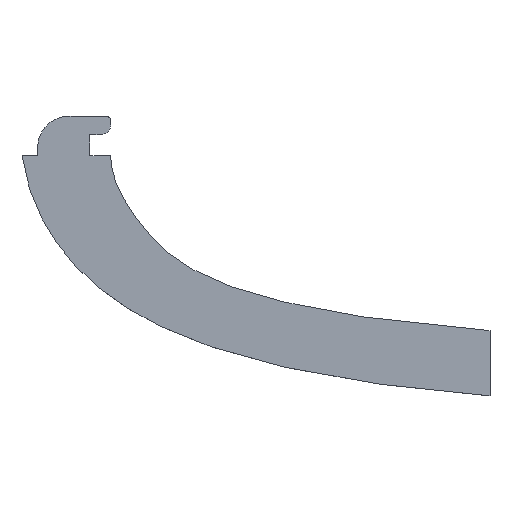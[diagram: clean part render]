
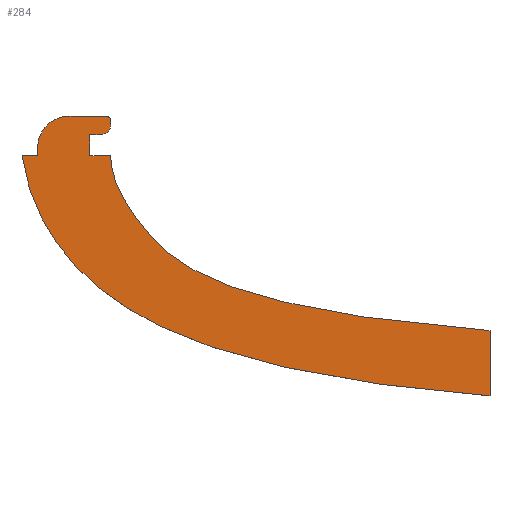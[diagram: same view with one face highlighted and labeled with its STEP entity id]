
A CAD part, top view. The second image highlights one B-rep face of the part: STEP entity #284.
In plain terms, the highlighted planar face has unit normal (0, 0, 1).
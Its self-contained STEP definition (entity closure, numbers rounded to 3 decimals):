
#16=(
BOUNDED_CURVE()
B_SPLINE_CURVE(5,(#496,#497,#498,#499,#500,#501,#502,#503,#504,#505,#506,
#507,#508,#509,#510,#511,#512,#513,#514,#515),.UNSPECIFIED.,.F.,.F.)
B_SPLINE_CURVE_WITH_KNOTS((6,1,1,1,1,1,1,1,1,1,1,1,1,1,1,6),(-1.,-0.933,
-0.867,-0.8,-0.733,-0.667,-0.6,-0.533,
-0.467,-0.4,-0.333,-0.267,-0.2,-0.133,
-0.067,0.),.UNSPECIFIED.)
CURVE()
GEOMETRIC_REPRESENTATION_ITEM()
RATIONAL_B_SPLINE_CURVE((1.,1.,1.,1.,1.,1.,1.,1.,1.,1.,1.,1.,1.,1.,1.,1.,
1.,1.,1.,1.))
REPRESENTATION_ITEM('')
);
#18=(
BOUNDED_CURVE()
B_SPLINE_CURVE(5,(#585,#586,#587,#588,#589,#590,#591,#592,#593,#594,#595,
#596,#597,#598,#599,#600,#601,#602,#603,#604),.UNSPECIFIED.,.F.,.F.)
B_SPLINE_CURVE_WITH_KNOTS((6,1,1,1,1,1,1,1,1,1,1,1,1,1,1,6),(0.,0.067,
0.133,0.2,0.267,0.333,0.4,0.467,
0.533,0.6,0.667,0.733,0.8,0.867,
0.933,1.),.UNSPECIFIED.)
CURVE()
GEOMETRIC_REPRESENTATION_ITEM()
RATIONAL_B_SPLINE_CURVE((1.,1.,1.,1.,1.,1.,1.,1.,1.,1.,1.,1.,1.,1.,1.,1.,
1.,1.,1.,1.))
REPRESENTATION_ITEM('')
);
#22=CIRCLE('',#303,1.);
#24=CIRCLE('',#307,1.847);
#26=CIRCLE('',#316,6.);
#43=FACE_OUTER_BOUND('',#58,.T.);
#58=EDGE_LOOP('',(#235,#236,#237,#238,#239,#240,#241,#242,#243,#244,#245,
#246,#247));
#62=LINE('',#396,#91);
#66=LINE('',#408,#95);
#70=LINE('',#420,#99);
#73=LINE('',#426,#102);
#76=LINE('',#432,#105);
#80=LINE('',#521,#109);
#84=LINE('',#610,#113);
#87=LINE('',#616,#116);
#91=VECTOR('',#325,10.);
#95=VECTOR('',#337,10.);
#99=VECTOR('',#349,10.);
#102=VECTOR('',#354,10.);
#105=VECTOR('',#359,10.);
#109=VECTOR('',#365,10.);
#113=VECTOR('',#371,10.);
#116=VECTOR('',#376,10.);
#120=VERTEX_POINT('',#393);
#121=VERTEX_POINT('',#395);
#123=VERTEX_POINT('',#401);
#125=VERTEX_POINT('',#407);
#127=VERTEX_POINT('',#413);
#129=VERTEX_POINT('',#419);
#131=VERTEX_POINT('',#425);
#133=VERTEX_POINT('',#431);
#135=VERTEX_POINT('',#495);
#137=VERTEX_POINT('',#520);
#139=VERTEX_POINT('',#584);
#141=VERTEX_POINT('',#609);
#143=VERTEX_POINT('',#615);
#146=EDGE_CURVE('',#121,#120,#62,.T.);
#149=EDGE_CURVE('',#123,#121,#22,.T.);
#152=EDGE_CURVE('',#125,#123,#66,.T.);
#155=EDGE_CURVE('',#127,#125,#24,.T.);
#158=EDGE_CURVE('',#129,#127,#70,.T.);
#161=EDGE_CURVE('',#131,#129,#73,.T.);
#164=EDGE_CURVE('',#133,#131,#76,.T.);
#167=EDGE_CURVE('',#135,#133,#16,.T.);
#170=EDGE_CURVE('',#137,#135,#80,.T.);
#173=EDGE_CURVE('',#139,#137,#18,.T.);
#176=EDGE_CURVE('',#141,#139,#84,.T.);
#179=EDGE_CURVE('',#143,#141,#87,.T.);
#182=EDGE_CURVE('',#120,#143,#26,.T.);
#235=ORIENTED_EDGE('',*,*,#182,.T.);
#236=ORIENTED_EDGE('',*,*,#179,.T.);
#237=ORIENTED_EDGE('',*,*,#176,.T.);
#238=ORIENTED_EDGE('',*,*,#173,.T.);
#239=ORIENTED_EDGE('',*,*,#170,.T.);
#240=ORIENTED_EDGE('',*,*,#167,.T.);
#241=ORIENTED_EDGE('',*,*,#164,.T.);
#242=ORIENTED_EDGE('',*,*,#161,.T.);
#243=ORIENTED_EDGE('',*,*,#158,.T.);
#244=ORIENTED_EDGE('',*,*,#155,.T.);
#245=ORIENTED_EDGE('',*,*,#152,.T.);
#246=ORIENTED_EDGE('',*,*,#149,.T.);
#247=ORIENTED_EDGE('',*,*,#146,.T.);
#269=PLANE('',#317);
#284=ADVANCED_FACE('',(#43),#269,.T.);
#303=AXIS2_PLACEMENT_3D('',#402,#331,#332);
#307=AXIS2_PLACEMENT_3D('',#414,#343,#344);
#316=AXIS2_PLACEMENT_3D('',#620,#382,#383);
#317=AXIS2_PLACEMENT_3D('',#621,#384,#385);
#325=DIRECTION('',(-1.,0.,0.));
#331=DIRECTION('center_axis',(0.,0.,1.));
#332=DIRECTION('ref_axis',(1.,0.,0.));
#337=DIRECTION('',(0.,1.,0.));
#343=DIRECTION('center_axis',(0.,0.,1.));
#344=DIRECTION('ref_axis',(0.013,-1.,0.));
#349=DIRECTION('',(1.,0.013,0.));
#354=DIRECTION('',(-0.007,1.,0.));
#359=DIRECTION('',(-1.,-0.007,0.));
#365=DIRECTION('',(0.,1.,0.));
#371=DIRECTION('',(-1.,0.,0.));
#376=DIRECTION('',(0.,-1.,0.));
#382=DIRECTION('center_axis',(0.,0.,1.));
#383=DIRECTION('ref_axis',(0.,1.,0.));
#384=DIRECTION('center_axis',(0.,0.,1.));
#385=DIRECTION('ref_axis',(1.,0.,0.));
#393=CARTESIAN_POINT('',(-111.639,-105.12,4.));
#395=CARTESIAN_POINT('',(-104.639,-105.12,4.));
#396=CARTESIAN_POINT('',(-111.639,-105.12,4.));
#401=CARTESIAN_POINT('',(-103.639,-106.12,4.));
#402=CARTESIAN_POINT('Origin',(-104.639,-106.12,4.));
#407=CARTESIAN_POINT('',(-103.639,-106.796,4.));
#408=CARTESIAN_POINT('',(-103.639,-106.796,4.));
#413=CARTESIAN_POINT('',(-105.462,-108.643,4.));
#414=CARTESIAN_POINT('Origin',(-105.486,-106.796,4.));
#419=CARTESIAN_POINT('',(-107.666,-108.671,4.));
#420=CARTESIAN_POINT('',(-105.462,-108.643,4.));
#425=CARTESIAN_POINT('',(-107.639,-112.671,4.));
#426=CARTESIAN_POINT('',(-107.639,-112.671,4.));
#431=CARTESIAN_POINT('',(-103.639,-112.643,4.));
#432=CARTESIAN_POINT('',(-103.639,-112.643,4.));
#495=CARTESIAN_POINT('',(-30.981,-146.206,4.));
#496=CARTESIAN_POINT('Ctrl Pts',(-30.981,-146.206,4.));
#497=CARTESIAN_POINT('Ctrl Pts',(-33.314,-145.992,4.));
#498=CARTESIAN_POINT('Ctrl Pts',(-37.722,-145.579,4.));
#499=CARTESIAN_POINT('Ctrl Pts',(-43.556,-145.004,4.));
#500=CARTESIAN_POINT('Ctrl Pts',(-49.911,-144.312,4.));
#501=CARTESIAN_POINT('Ctrl Pts',(-56.205,-143.491,4.));
#502=CARTESIAN_POINT('Ctrl Pts',(-61.723,-142.598,4.));
#503=CARTESIAN_POINT('Ctrl Pts',(-67.275,-141.505,4.));
#504=CARTESIAN_POINT('Ctrl Pts',(-73.32,-140.085,4.));
#505=CARTESIAN_POINT('Ctrl Pts',(-79.843,-138.23,4.));
#506=CARTESIAN_POINT('Ctrl Pts',(-85.789,-135.865,4.));
#507=CARTESIAN_POINT('Ctrl Pts',(-90.763,-132.984,4.));
#508=CARTESIAN_POINT('Ctrl Pts',(-94.764,-129.64,4.));
#509=CARTESIAN_POINT('Ctrl Pts',(-97.963,-125.989,4.));
#510=CARTESIAN_POINT('Ctrl Pts',(-100.542,-122.252,4.));
#511=CARTESIAN_POINT('Ctrl Pts',(-102.375,-118.865,4.));
#512=CARTESIAN_POINT('Ctrl Pts',(-103.233,-116.381,4.));
#513=CARTESIAN_POINT('Ctrl Pts',(-103.557,-114.529,4.));
#514=CARTESIAN_POINT('Ctrl Pts',(-103.634,-113.275,4.));
#515=CARTESIAN_POINT('Ctrl Pts',(-103.639,-112.643,4.));
#520=CARTESIAN_POINT('',(-30.981,-158.706,4.));
#521=CARTESIAN_POINT('',(-30.981,-158.706,4.));
#584=CARTESIAN_POINT('',(-120.639,-112.654,4.));
#585=CARTESIAN_POINT('Ctrl Pts',(-120.639,-112.654,4.));
#586=CARTESIAN_POINT('Ctrl Pts',(-120.498,-113.645,4.));
#587=CARTESIAN_POINT('Ctrl Pts',(-120.158,-115.607,4.));
#588=CARTESIAN_POINT('Ctrl Pts',(-119.471,-118.488,4.));
#589=CARTESIAN_POINT('Ctrl Pts',(-118.192,-122.213,4.));
#590=CARTESIAN_POINT('Ctrl Pts',(-115.947,-126.7,4.));
#591=CARTESIAN_POINT('Ctrl Pts',(-113.011,-131.024,4.));
#592=CARTESIAN_POINT('Ctrl Pts',(-109.379,-135.122,4.));
#593=CARTESIAN_POINT('Ctrl Pts',(-105.035,-138.934,4.));
#594=CARTESIAN_POINT('Ctrl Pts',(-99.942,-142.43,4.));
#595=CARTESIAN_POINT('Ctrl Pts',(-94.062,-145.591,4.));
#596=CARTESIAN_POINT('Ctrl Pts',(-87.369,-148.411,4.));
#597=CARTESIAN_POINT('Ctrl Pts',(-79.864,-150.896,4.));
#598=CARTESIAN_POINT('Ctrl Pts',(-71.569,-153.059,4.));
#599=CARTESIAN_POINT('Ctrl Pts',(-62.519,-154.914,4.));
#600=CARTESIAN_POINT('Ctrl Pts',(-52.747,-156.477,4.));
#601=CARTESIAN_POINT('Ctrl Pts',(-44.376,-157.504,4.));
#602=CARTESIAN_POINT('Ctrl Pts',(-37.795,-158.152,4.));
#603=CARTESIAN_POINT('Ctrl Pts',(-33.274,-158.53,4.));
#604=CARTESIAN_POINT('Ctrl Pts',(-30.981,-158.706,4.));
#609=CARTESIAN_POINT('',(-117.639,-112.654,4.));
#610=CARTESIAN_POINT('',(-117.639,-112.654,4.));
#615=CARTESIAN_POINT('',(-117.639,-111.12,4.));
#616=CARTESIAN_POINT('',(-117.639,-111.12,4.));
#620=CARTESIAN_POINT('Origin',(-111.639,-111.12,4.));
#621=CARTESIAN_POINT('Origin',(-1.651,-68.692,4.));
